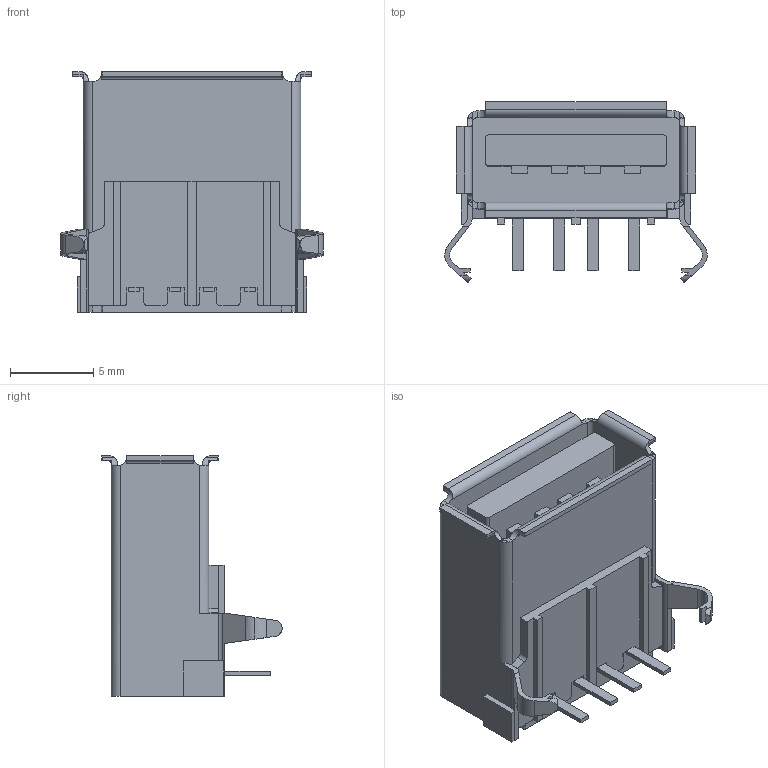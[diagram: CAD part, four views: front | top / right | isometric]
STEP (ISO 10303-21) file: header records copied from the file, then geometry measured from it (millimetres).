
FILE_DESCRIPTION(('STEP AP214'),'1');
FILE_NAME('14388.stp','2016-12-02T14:46:26',('TraceParts'),('TraceParts S.A.'),'Spatial InterOp 3D',' ',' ');
FILE_SCHEMA(('automotive_design'));
Length unit declared in the file: millimetre
Products named in the file (1): 1
Bounding box: 15.8 x 10.85 x 14.5 mm (x, y, z)
Volume: 586.8 mm3; surface area: 1692.7 mm2
Topology: 1 solids, 1 shells, 241 faces, 700 edges, 462 vertices
Faces by surface type: plane 175, cylinder 66
Entity records: 15786 total; most frequent: CARTESIAN_POINT 1560, STYLED_ITEM 1403, PRESENTATION_STYLE_ASSIGNMENT 1403, COLOUR_RGB 1403, ORIENTED_EDGE 1400, DIRECTION 1314, EDGE_CURVE 700, CURVE_STYLE 700
